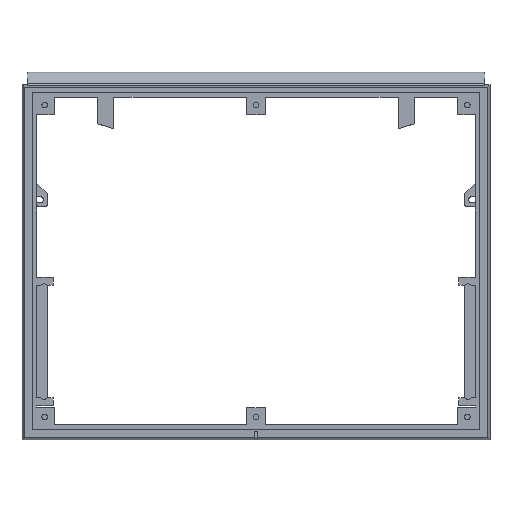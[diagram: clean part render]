
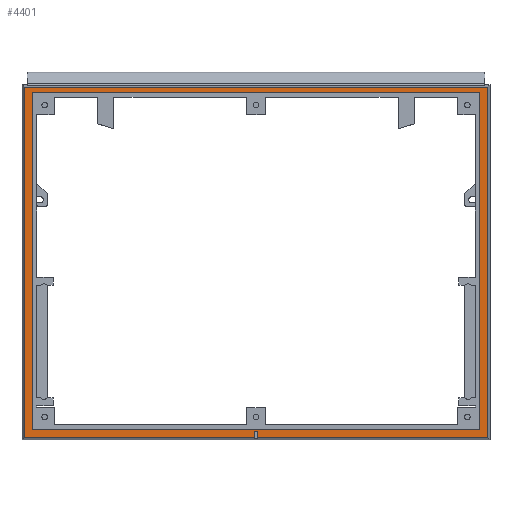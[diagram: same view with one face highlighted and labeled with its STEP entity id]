
A CAD part, top view. The second image highlights one B-rep face of the part: STEP entity #4401.
In plain terms, the highlighted planar face has unit normal (0, 0, 1).
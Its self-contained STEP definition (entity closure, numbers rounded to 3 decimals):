
#66 = CARTESIAN_POINT ( 'NONE',  ( 0.7, -75.8, 30.6 ) ) ;
#117 = CARTESIAN_POINT ( 'NONE',  ( -95.472, -72.472, 30.6 ) ) ;
#135 = DIRECTION ( 'NONE',  ( 0., 0., -1. ) ) ;
#179 = LINE ( 'NONE', #1111, #3519 ) ;
#191 = AXIS2_PLACEMENT_3D ( 'NONE', #4723, #135, #3419 ) ;
#193 = CARTESIAN_POINT ( 'NONE',  ( -0.7, -73.3, 30.6 ) ) ;
#220 = LINE ( 'NONE', #3325, #1301 ) ;
#302 = DIRECTION ( 'NONE',  ( 1., 0., 0. ) ) ;
#396 = VERTEX_POINT ( 'NONE', #2325 ) ;
#459 = CARTESIAN_POINT ( 'NONE',  ( -95.472, -72.472, 30.6 ) ) ;
#461 = VERTEX_POINT ( 'NONE', #1395 ) ;
#480 = DIRECTION ( 'NONE',  ( 0., 1., 0. ) ) ;
#537 = VECTOR ( 'NONE', #867, 1000. ) ;
#729 = EDGE_CURVE ( 'NONE', #2468, #3243, #3450, .T. ) ;
#735 = EDGE_CURVE ( 'NONE', #3347, #947, #4843, .T. ) ;
#813 = LINE ( 'NONE', #2040, #4159 ) ;
#815 = CARTESIAN_POINT ( 'NONE',  ( 0.7, -73.3, 30.6 ) ) ;
#821 = ORIENTED_EDGE ( 'NONE', *, *, #4704, .T. ) ;
#867 = DIRECTION ( 'NONE',  ( 1., 0., 0. ) ) ;
#947 = VERTEX_POINT ( 'NONE', #2231 ) ;
#992 = FACE_BOUND ( 'NONE', #4626, .T. ) ;
#1026 = VERTEX_POINT ( 'NONE', #2997 ) ;
#1031 = DIRECTION ( 'NONE',  ( 0., 1., 0. ) ) ;
#1092 = ORIENTED_EDGE ( 'NONE', *, *, #5024, .T. ) ;
#1111 = CARTESIAN_POINT ( 'NONE',  ( 95.472, 71.172, 30.6 ) ) ;
#1186 = EDGE_CURVE ( 'NONE', #3243, #3481, #3668, .T. ) ;
#1204 = CARTESIAN_POINT ( 'NONE',  ( -98.8, 73.5, 30.6 ) ) ;
#1301 = VECTOR ( 'NONE', #2093, 1000. ) ;
#1385 = CARTESIAN_POINT ( 'NONE',  ( 0., -75.8, 30.6 ) ) ;
#1395 = CARTESIAN_POINT ( 'NONE',  ( 95.472, 71.172, 30.6 ) ) ;
#1460 = CARTESIAN_POINT ( 'NONE',  ( -98.8, 0., 30.6 ) ) ;
#1483 = ORIENTED_EDGE ( 'NONE', *, *, #2017, .F. ) ;
#1749 = FACE_OUTER_BOUND ( 'NONE', #2919, .T. ) ;
#1792 = PLANE ( 'NONE',  #191 ) ;
#1810 = ORIENTED_EDGE ( 'NONE', *, *, #4019, .F. ) ;
#1831 = ORIENTED_EDGE ( 'NONE', *, *, #735, .T. ) ;
#1832 = VECTOR ( 'NONE', #1031, 1000. ) ;
#1837 = CARTESIAN_POINT ( 'NONE',  ( 95.472, -72.472, 30.6 ) ) ;
#1862 = EDGE_CURVE ( 'NONE', #396, #4993, #2537, .T. ) ;
#1941 = DIRECTION ( 'NONE',  ( 0., 1., 0. ) ) ;
#1975 = DIRECTION ( 'NONE',  ( -1., 0., 0. ) ) ;
#2017 = EDGE_CURVE ( 'NONE', #2860, #3481, #3573, .T. ) ;
#2040 = CARTESIAN_POINT ( 'NONE',  ( 0., 73.5, 30.6 ) ) ;
#2093 = DIRECTION ( 'NONE',  ( 1., 0., 0. ) ) ;
#2163 = DIRECTION ( 'NONE',  ( 1., 0., 0. ) ) ;
#2193 = ORIENTED_EDGE ( 'NONE', *, *, #1862, .F. ) ;
#2231 = CARTESIAN_POINT ( 'NONE',  ( 98.8, 73.5, 30.6 ) ) ;
#2267 = DIRECTION ( 'NONE',  ( 0., 1., 0. ) ) ;
#2308 = ORIENTED_EDGE ( 'NONE', *, *, #729, .T. ) ;
#2325 = CARTESIAN_POINT ( 'NONE',  ( -95.472, 71.172, 30.6 ) ) ;
#2339 = CARTESIAN_POINT ( 'NONE',  ( 98.8, 0., 30.6 ) ) ;
#2365 = CARTESIAN_POINT ( 'NONE',  ( 98.8, -75.8, 30.6 ) ) ;
#2367 = VERTEX_POINT ( 'NONE', #1204 ) ;
#2468 = VERTEX_POINT ( 'NONE', #2801 ) ;
#2481 = CARTESIAN_POINT ( 'NONE',  ( 95.472, -72.472, 30.6 ) ) ;
#2537 = LINE ( 'NONE', #2862, #2725 ) ;
#2559 = EDGE_CURVE ( 'NONE', #2860, #3347, #220, .T. ) ;
#2616 = VECTOR ( 'NONE', #302, 1000. ) ;
#2725 = VECTOR ( 'NONE', #3724, 1000. ) ;
#2801 = CARTESIAN_POINT ( 'NONE',  ( -0.7, -75.8, 30.6 ) ) ;
#2860 = VERTEX_POINT ( 'NONE', #5281 ) ;
#2862 = CARTESIAN_POINT ( 'NONE',  ( -95.472, 71.172, 30.6 ) ) ;
#2919 = EDGE_LOOP ( 'NONE', ( #4315, #2308, #3937, #1483, #3311, #1831, #821, #1092 ) ) ;
#2997 = CARTESIAN_POINT ( 'NONE',  ( -98.8, -75.8, 30.6 ) ) ;
#3096 = LINE ( 'NONE', #1385, #3356 ) ;
#3108 = EDGE_CURVE ( 'NONE', #1026, #2468, #3096, .T. ) ;
#3121 = LINE ( 'NONE', #1837, #1832 ) ;
#3133 = CARTESIAN_POINT ( 'NONE',  ( -0.7, -75.8, 30.6 ) ) ;
#3225 = VECTOR ( 'NONE', #5189, 1000. ) ;
#3243 = VERTEX_POINT ( 'NONE', #193 ) ;
#3311 = ORIENTED_EDGE ( 'NONE', *, *, #2559, .T. ) ;
#3325 = CARTESIAN_POINT ( 'NONE',  ( 0., -75.8, 30.6 ) ) ;
#3347 = VERTEX_POINT ( 'NONE', #2365 ) ;
#3356 = VECTOR ( 'NONE', #2163, 1000. ) ;
#3419 = DIRECTION ( 'NONE',  ( -1., 0., 0. ) ) ;
#3450 = LINE ( 'NONE', #3133, #4184 ) ;
#3481 = VERTEX_POINT ( 'NONE', #815 ) ;
#3519 = VECTOR ( 'NONE', #4920, 1000. ) ;
#3573 = LINE ( 'NONE', #66, #5232 ) ;
#3668 = LINE ( 'NONE', #4806, #2616 ) ;
#3724 = DIRECTION ( 'NONE',  ( 0., -1., 0. ) ) ;
#3906 = EDGE_CURVE ( 'NONE', #5280, #461, #3121, .T. ) ;
#3937 = ORIENTED_EDGE ( 'NONE', *, *, #1186, .T. ) ;
#3964 = ORIENTED_EDGE ( 'NONE', *, *, #3906, .F. ) ;
#4019 = EDGE_CURVE ( 'NONE', #461, #396, #179, .T. ) ;
#4159 = VECTOR ( 'NONE', #1975, 1000. ) ;
#4184 = VECTOR ( 'NONE', #1941, 1000. ) ;
#4315 = ORIENTED_EDGE ( 'NONE', *, *, #3108, .T. ) ;
#4401 = ADVANCED_FACE ( 'NONE', ( #992, #1749 ), #1792, .F. ) ;
#4560 = LINE ( 'NONE', #459, #537 ) ;
#4626 = EDGE_LOOP ( 'NONE', ( #1810, #3964, #4821, #2193 ) ) ;
#4679 = LINE ( 'NONE', #1460, #3225 ) ;
#4704 = EDGE_CURVE ( 'NONE', #947, #2367, #813, .T. ) ;
#4723 = CARTESIAN_POINT ( 'NONE',  ( 0., 0., 30.6 ) ) ;
#4804 = EDGE_CURVE ( 'NONE', #4993, #5280, #4560, .T. ) ;
#4806 = CARTESIAN_POINT ( 'NONE',  ( -0.7, -73.3, 30.6 ) ) ;
#4821 = ORIENTED_EDGE ( 'NONE', *, *, #4804, .F. ) ;
#4843 = LINE ( 'NONE', #2339, #5310 ) ;
#4920 = DIRECTION ( 'NONE',  ( -1., 0., 0. ) ) ;
#4993 = VERTEX_POINT ( 'NONE', #117 ) ;
#5024 = EDGE_CURVE ( 'NONE', #2367, #1026, #4679, .T. ) ;
#5189 = DIRECTION ( 'NONE',  ( 0., -1., 0. ) ) ;
#5232 = VECTOR ( 'NONE', #480, 1000. ) ;
#5280 = VERTEX_POINT ( 'NONE', #2481 ) ;
#5281 = CARTESIAN_POINT ( 'NONE',  ( 0.7, -75.8, 30.6 ) ) ;
#5310 = VECTOR ( 'NONE', #2267, 1000. ) ;
